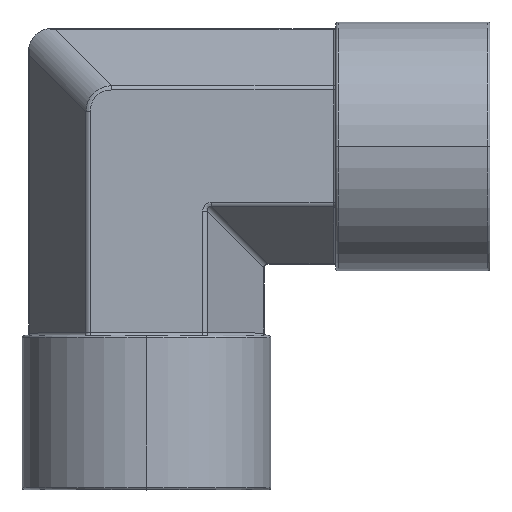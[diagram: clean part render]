
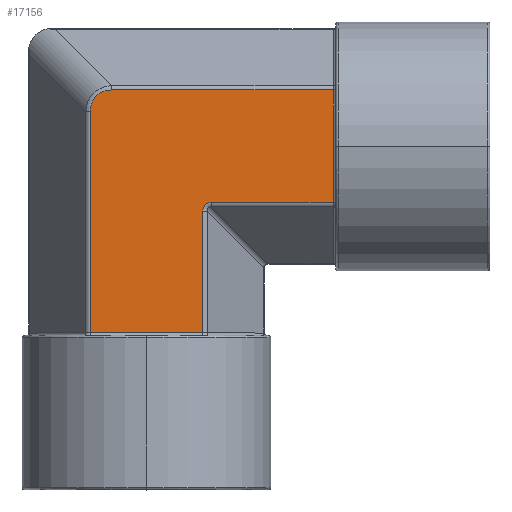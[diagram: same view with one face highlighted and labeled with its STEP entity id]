
A CAD part, top view. The second image highlights one B-rep face of the part: STEP entity #17156.
In plain terms, the highlighted planar face has unit normal (0, 0, 1).
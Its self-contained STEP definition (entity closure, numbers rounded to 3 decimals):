
#6510=DIRECTION('',(-1.,0.,0.));
#6511=VECTOR('',#6510,11.316);
#6512=CARTESIAN_POINT('',(5.658,-18.75,10.3));
#6513=LINE('',#6512,#6511);
#6517=DIRECTION('',(0.,1.,0.));
#6518=VECTOR('',#6517,22.243);
#6519=CARTESIAN_POINT('',(-5.658,-18.75,10.3));
#6520=LINE('',#6519,#6518);
#6524=CARTESIAN_POINT('',(-3.493,5.658,10.3));
#6525=CARTESIAN_POINT('',(-3.55,5.658,10.3));
#6526=CARTESIAN_POINT('',(-3.662,5.654,10.3));
#6527=CARTESIAN_POINT('',(-3.825,5.639,10.3));
#6528=CARTESIAN_POINT('',(-3.982,5.613,10.3));
#6529=CARTESIAN_POINT('',(-4.133,5.578,10.3));
#6530=CARTESIAN_POINT('',(-4.277,5.534,10.3));
#6531=CARTESIAN_POINT('',(-4.415,5.482,10.3));
#6532=CARTESIAN_POINT('',(-4.547,5.421,10.3));
#6533=CARTESIAN_POINT('',(-4.672,5.352,10.3));
#6534=CARTESIAN_POINT('',(-4.79,5.276,10.3));
#6535=CARTESIAN_POINT('',(-4.901,5.193,10.3));
#6536=CARTESIAN_POINT('',(-5.005,5.102,10.3));
#6537=CARTESIAN_POINT('',(-5.102,5.005,10.3));
#6538=CARTESIAN_POINT('',(-5.193,4.901,10.3));
#6539=CARTESIAN_POINT('',(-5.276,4.79,10.3));
#6540=CARTESIAN_POINT('',(-5.352,4.672,10.3));
#6541=CARTESIAN_POINT('',(-5.421,4.547,10.3));
#6542=CARTESIAN_POINT('',(-5.482,4.415,10.3));
#6543=CARTESIAN_POINT('',(-5.534,4.277,10.3));
#6544=CARTESIAN_POINT('',(-5.578,4.133,10.3));
#6545=CARTESIAN_POINT('',(-5.613,3.982,10.3));
#6546=CARTESIAN_POINT('',(-5.639,3.825,10.3));
#6547=CARTESIAN_POINT('',(-5.654,3.662,10.3));
#6548=CARTESIAN_POINT('',(-5.658,3.55,10.3));
#6549=CARTESIAN_POINT('',(-5.658,3.493,10.3));
#6554=DIRECTION('',(1.,0.,0.));
#6555=VECTOR('',#6554,22.243);
#6556=CARTESIAN_POINT('',(-3.493,5.658,10.3));
#6557=LINE('',#6556,#6555);
#6561=DIRECTION('',(0.,-1.,0.));
#6562=VECTOR('',#6561,11.316);
#6563=CARTESIAN_POINT('',(18.75,5.658,10.3));
#6564=LINE('',#6563,#6562);
#6568=DIRECTION('',(-1.,0.,0.));
#6569=VECTOR('',#6568,12.226);
#6570=CARTESIAN_POINT('',(18.75,-5.658,10.3));
#6571=LINE('',#6570,#6569);
#6575=CARTESIAN_POINT('',(5.658,-6.524,10.3));
#6576=CARTESIAN_POINT('',(5.658,-6.495,10.3));
#6577=CARTESIAN_POINT('',(5.66,-6.438,10.3));
#6578=CARTESIAN_POINT('',(5.671,-6.356,10.3));
#6579=CARTESIAN_POINT('',(5.687,-6.278,10.3));
#6580=CARTESIAN_POINT('',(5.709,-6.205,10.3));
#6581=CARTESIAN_POINT('',(5.736,-6.138,10.3));
#6582=CARTESIAN_POINT('',(5.767,-6.076,10.3));
#6583=CARTESIAN_POINT('',(5.801,-6.02,10.3));
#6584=CARTESIAN_POINT('',(5.838,-5.968,10.3));
#6585=CARTESIAN_POINT('',(5.878,-5.921,10.3));
#6586=CARTESIAN_POINT('',(5.922,-5.878,10.3));
#6587=CARTESIAN_POINT('',(5.969,-5.838,10.3));
#6588=CARTESIAN_POINT('',(6.02,-5.8,10.3));
#6589=CARTESIAN_POINT('',(6.076,-5.766,10.3));
#6590=CARTESIAN_POINT('',(6.138,-5.736,10.3));
#6591=CARTESIAN_POINT('',(6.205,-5.709,10.3));
#6592=CARTESIAN_POINT('',(6.278,-5.687,10.3));
#6593=CARTESIAN_POINT('',(6.356,-5.671,10.3));
#6594=CARTESIAN_POINT('',(6.438,-5.66,10.3));
#6595=CARTESIAN_POINT('',(6.495,-5.658,10.3));
#6596=CARTESIAN_POINT('',(6.524,-5.658,10.3));
#6601=DIRECTION('',(0.,1.,0.));
#6602=VECTOR('',#6601,12.226);
#6603=CARTESIAN_POINT('',(5.658,-18.75,10.3));
#6604=LINE('',#6603,#6602);
#13702=VERTEX_POINT('',#6575);
#13703=VERTEX_POINT('',#6596);
#13727=CARTESIAN_POINT('',(-3.493,5.658,10.3));
#13728=VERTEX_POINT('',#13727);
#13729=VERTEX_POINT('',#6549);
#13960=CARTESIAN_POINT('',(5.658,-18.75,10.3));
#13961=VERTEX_POINT('',#13960);
#13964=CARTESIAN_POINT('',(-5.658,-18.75,10.3));
#13965=VERTEX_POINT('',#13964);
#13973=CARTESIAN_POINT('',(18.75,5.658,10.3));
#13975=VERTEX_POINT('',#13973);
#13980=CARTESIAN_POINT('',(18.75,-5.658,10.3));
#13981=VERTEX_POINT('',#13980);
#17134=CARTESIAN_POINT('',(0.,5.947,10.3));
#17135=DIRECTION('',(0.,0.,1.));
#17136=DIRECTION('',(0.,-1.,0.));
#17137=AXIS2_PLACEMENT_3D('',#17134,#17135,#17136);
#17138=PLANE('',#17137);
#17140=ORIENTED_EDGE('',*,*,#17139,.T.);
#17142=ORIENTED_EDGE('',*,*,#17141,.T.);
#17144=ORIENTED_EDGE('',*,*,#17143,.F.);
#17145=ORIENTED_EDGE('',*,*,#17125,.T.);
#17147=ORIENTED_EDGE('',*,*,#17146,.T.);
#17149=ORIENTED_EDGE('',*,*,#17148,.T.);
#17151=ORIENTED_EDGE('',*,*,#17150,.F.);
#17153=ORIENTED_EDGE('',*,*,#17152,.F.);
#17154=EDGE_LOOP('',(#17140,#17142,#17144,#17145,#17147,#17149,#17151,#17153));
#17155=FACE_OUTER_BOUND('',#17154,.F.);
#6550=B_SPLINE_CURVE_WITH_KNOTS('',3,(#6524,#6525,#6526,#6527,#6528,#6529,#6530,
#6531,#6532,#6533,#6534,#6535,#6536,#6537,#6538,#6539,#6540,#6541,#6542,#6543,
#6544,#6545,#6546,#6547,#6548,#6549),.UNSPECIFIED.,.F.,.F.,(4,1,1,1,1,1,1,1,1,1,
1,1,1,1,1,1,1,1,1,1,1,1,1,4),(0.,0.043,0.087,
0.13,0.174,0.217,0.261,
0.304,0.348,0.391,0.435,
0.478,0.522,0.565,0.609,
0.652,0.696,0.739,0.783,
0.826,0.87,0.913,0.957,1.),
.UNSPECIFIED.);
#6597=B_SPLINE_CURVE_WITH_KNOTS('',3,(#6575,#6576,#6577,#6578,#6579,#6580,#6581,
#6582,#6583,#6584,#6585,#6586,#6587,#6588,#6589,#6590,#6591,#6592,#6593,#6594,
#6595,#6596),.UNSPECIFIED.,.F.,.F.,(4,1,1,1,1,1,1,1,1,1,1,1,1,1,1,1,1,1,1,4),(
0.,0.053,0.105,0.158,0.211,
0.263,0.316,0.368,0.421,
0.474,0.526,0.579,0.632,
0.684,0.737,0.789,0.842,
0.895,0.947,1.),.UNSPECIFIED.);
#17125=EDGE_CURVE('',#13728,#13975,#6557,.T.);
#17139=EDGE_CURVE('',#13961,#13965,#6513,.T.);
#17141=EDGE_CURVE('',#13965,#13729,#6520,.T.);
#17143=EDGE_CURVE('',#13728,#13729,#6550,.T.);
#17146=EDGE_CURVE('',#13975,#13981,#6564,.T.);
#17148=EDGE_CURVE('',#13981,#13703,#6571,.T.);
#17150=EDGE_CURVE('',#13702,#13703,#6597,.T.);
#17152=EDGE_CURVE('',#13961,#13702,#6604,.T.);
#17156=ADVANCED_FACE('',(#17155),#17138,.T.);
